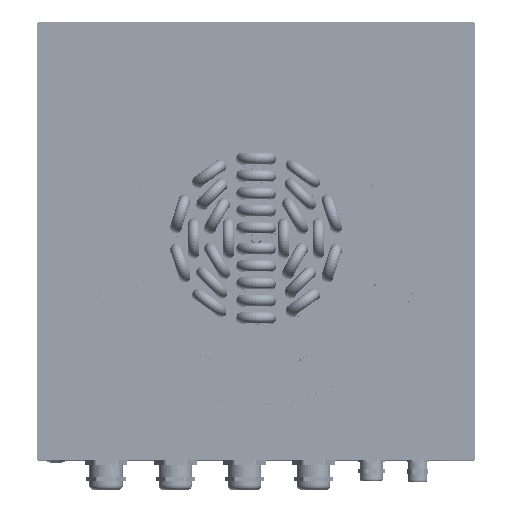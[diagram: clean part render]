
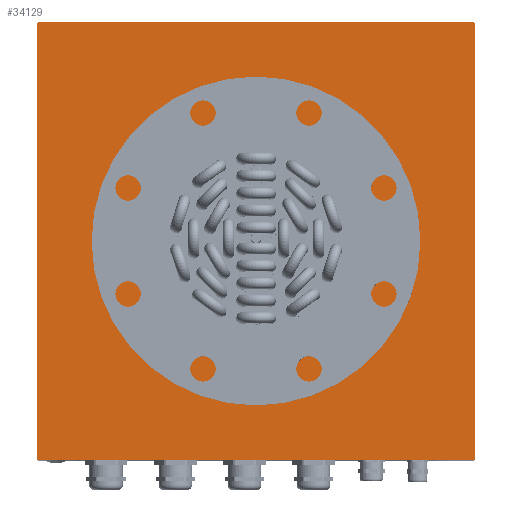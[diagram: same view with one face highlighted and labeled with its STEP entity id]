
A CAD part, top view. The second image highlights one B-rep face of the part: STEP entity #34129.
In plain terms, the highlighted face is planar.
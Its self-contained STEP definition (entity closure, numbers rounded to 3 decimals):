
#1882 = ORIENTED_EDGE ( 'NONE', *, *, #113298, .F. ) ;
#3372 = DIRECTION ( 'NONE',  ( 0., 0., -1. ) ) ;
#5903 = CARTESIAN_POINT ( 'NONE',  ( 85.15, 0., -4. ) ) ;
#8671 = DIRECTION ( 'NONE',  ( 1., 0., 0. ) ) ;
#9519 = VECTOR ( 'NONE', #48903, 1000. ) ;
#10438 = ORIENTED_EDGE ( 'NONE', *, *, #31869, .T. ) ;
#13057 = CARTESIAN_POINT ( 'NONE',  ( -85.15, 0., -4. ) ) ;
#14643 = CARTESIAN_POINT ( 'NONE',  ( 188., 188., -4. ) ) ;
#14959 = CARTESIAN_POINT ( 'NONE',  ( 190., 188., -4. ) ) ;
#18672 = CARTESIAN_POINT ( 'NONE',  ( -190., -188., -4. ) ) ;
#20190 = CARTESIAN_POINT ( 'NONE',  ( -190., 188., -4. ) ) ;
#23717 = CARTESIAN_POINT ( 'NONE',  ( 0., 0., -4. ) ) ;
#24678 = DIRECTION ( 'NONE',  ( 1., 0., 0. ) ) ;
#26017 = CIRCLE ( 'NONE', #107972, 2. ) ;
#26287 = CARTESIAN_POINT ( 'NONE',  ( -188., -190., -4. ) ) ;
#26412 = ORIENTED_EDGE ( 'NONE', *, *, #43484, .F. ) ;
#27270 = CARTESIAN_POINT ( 'NONE',  ( -188., 188., -4. ) ) ;
#28085 = EDGE_CURVE ( 'NONE', #101047, #59682, #51892, .T. ) ;
#30006 = EDGE_LOOP ( 'NONE', ( #93301, #10438 ) ) ;
#30068 = ORIENTED_EDGE ( 'NONE', *, *, #28085, .F. ) ;
#31869 = EDGE_CURVE ( 'NONE', #100065, #64144, #62578, .T. ) ;
#32266 = DIRECTION ( 'NONE',  ( -1., 0., 0. ) ) ;
#33464 = DIRECTION ( 'NONE',  ( 0., 0., 1. ) ) ;
#33488 = DIRECTION ( 'NONE',  ( 0., 0., 1. ) ) ;
#33494 = CARTESIAN_POINT ( 'NONE',  ( 188., 188., -4. ) ) ;
#34129 = ADVANCED_FACE ( 'NONE', ( #117486, #108012 ), #61036, .T. ) ;
#39229 = DIRECTION ( 'NONE',  ( 0., 0., 1. ) ) ;
#39598 = VECTOR ( 'NONE', #90112, 1000. ) ;
#40090 = ORIENTED_EDGE ( 'NONE', *, *, #40965, .F. ) ;
#40965 = EDGE_CURVE ( 'NONE', #122359, #101047, #107601, .T. ) ;
#43167 = DIRECTION ( 'NONE',  ( 0., 0., 1. ) ) ;
#43357 = AXIS2_PLACEMENT_3D ( 'NONE', #33494, #3372, #32266 ) ;
#43484 = EDGE_CURVE ( 'NONE', #121932, #74486, #67992, .T. ) ;
#48903 = DIRECTION ( 'NONE',  ( 0., -1., 0. ) ) ;
#50347 = EDGE_LOOP ( 'NONE', ( #51380, #30068, #40090, #104493, #1882, #99830, #26412, #66901 ) ) ;
#50465 = CARTESIAN_POINT ( 'NONE',  ( -188., -188., -4. ) ) ;
#50724 = DIRECTION ( 'NONE',  ( -1., 0., 0. ) ) ;
#51380 = ORIENTED_EDGE ( 'NONE', *, *, #58962, .F. ) ;
#51892 = LINE ( 'NONE', #70060, #39598 ) ;
#53048 = VECTOR ( 'NONE', #8671, 1000. ) ;
#53485 = DIRECTION ( 'NONE',  ( -1., 0., 0. ) ) ;
#53775 = DIRECTION ( 'NONE',  ( 0., 0., 1. ) ) ;
#54581 = VERTEX_POINT ( 'NONE', #18672 ) ;
#54679 = CARTESIAN_POINT ( 'NONE',  ( 0., 0., -4. ) ) ;
#56834 = EDGE_CURVE ( 'NONE', #69383, #122359, #83313, .T. ) ;
#57795 = EDGE_CURVE ( 'NONE', #64144, #100065, #103262, .T. ) ;
#57984 = DIRECTION ( 'NONE',  ( 1., 0., 0. ) ) ;
#58962 = EDGE_CURVE ( 'NONE', #59682, #87382, #77273, .T. ) ;
#59682 = VERTEX_POINT ( 'NONE', #14959 ) ;
#60399 = VECTOR ( 'NONE', #50724, 1000. ) ;
#61036 = PLANE ( 'NONE',  #43357 ) ;
#62016 = AXIS2_PLACEMENT_3D ( 'NONE', #27270, #113687, #75479 ) ;
#62578 = CIRCLE ( 'NONE', #72553, 85.15 ) ;
#62707 = CARTESIAN_POINT ( 'NONE',  ( 188., -190., -4. ) ) ;
#64144 = VERTEX_POINT ( 'NONE', #5903 ) ;
#65292 = AXIS2_PLACEMENT_3D ( 'NONE', #14643, #33488, #53485 ) ;
#66901 = ORIENTED_EDGE ( 'NONE', *, *, #100953, .F. ) ;
#67992 = CIRCLE ( 'NONE', #62016, 2. ) ;
#69383 = VERTEX_POINT ( 'NONE', #105138 ) ;
#70060 = CARTESIAN_POINT ( 'NONE',  ( 190., 188., -4. ) ) ;
#72553 = AXIS2_PLACEMENT_3D ( 'NONE', #23717, #43167, #102536 ) ;
#73766 = DIRECTION ( 'NONE',  ( 1., 0., 0. ) ) ;
#74486 = VERTEX_POINT ( 'NONE', #20190 ) ;
#75479 = DIRECTION ( 'NONE',  ( 1., 0., 0. ) ) ;
#77273 = CIRCLE ( 'NONE', #65292, 2. ) ;
#79355 = AXIS2_PLACEMENT_3D ( 'NONE', #54679, #33464, #24678 ) ;
#83313 = LINE ( 'NONE', #26287, #53048 ) ;
#84674 = CARTESIAN_POINT ( 'NONE',  ( -190., 188., -4. ) ) ;
#87382 = VERTEX_POINT ( 'NONE', #114682 ) ;
#87730 = LINE ( 'NONE', #107691, #60399 ) ;
#90112 = DIRECTION ( 'NONE',  ( 0., 1., 0. ) ) ;
#91989 = CARTESIAN_POINT ( 'NONE',  ( 188., -188., -4. ) ) ;
#93301 = ORIENTED_EDGE ( 'NONE', *, *, #57795, .T. ) ;
#99830 = ORIENTED_EDGE ( 'NONE', *, *, #111660, .F. ) ;
#100065 = VERTEX_POINT ( 'NONE', #13057 ) ;
#100953 = EDGE_CURVE ( 'NONE', #87382, #121932, #87730, .T. ) ;
#101047 = VERTEX_POINT ( 'NONE', #106443 ) ;
#102536 = DIRECTION ( 'NONE',  ( 1., 0., 0. ) ) ;
#103262 = CIRCLE ( 'NONE', #79355, 85.15 ) ;
#104493 = ORIENTED_EDGE ( 'NONE', *, *, #56834, .F. ) ;
#105138 = CARTESIAN_POINT ( 'NONE',  ( -188., -190., -4. ) ) ;
#106443 = CARTESIAN_POINT ( 'NONE',  ( 190., -188., -4. ) ) ;
#107601 = CIRCLE ( 'NONE', #115689, 2. ) ;
#107691 = CARTESIAN_POINT ( 'NONE',  ( -188., 190., -4. ) ) ;
#107972 = AXIS2_PLACEMENT_3D ( 'NONE', #50465, #39229, #57984 ) ;
#108012 = FACE_OUTER_BOUND ( 'NONE', #50347, .T. ) ;
#111660 = EDGE_CURVE ( 'NONE', #74486, #54581, #115298, .T. ) ;
#113298 = EDGE_CURVE ( 'NONE', #54581, #69383, #26017, .T. ) ;
#113687 = DIRECTION ( 'NONE',  ( 0., 0., 1. ) ) ;
#114682 = CARTESIAN_POINT ( 'NONE',  ( 188., 190., -4. ) ) ;
#115298 = LINE ( 'NONE', #84674, #9519 ) ;
#115689 = AXIS2_PLACEMENT_3D ( 'NONE', #91989, #53775, #73766 ) ;
#117486 = FACE_BOUND ( 'NONE', #30006, .T. ) ;
#121721 = CARTESIAN_POINT ( 'NONE',  ( -188., 190., -4. ) ) ;
#121932 = VERTEX_POINT ( 'NONE', #121721 ) ;
#122359 = VERTEX_POINT ( 'NONE', #62707 ) ;
